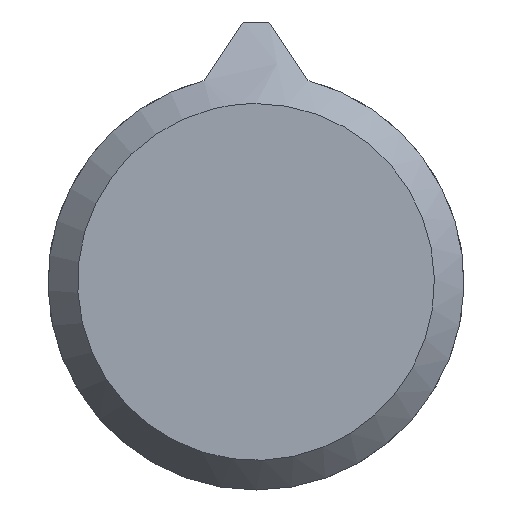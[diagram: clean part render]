
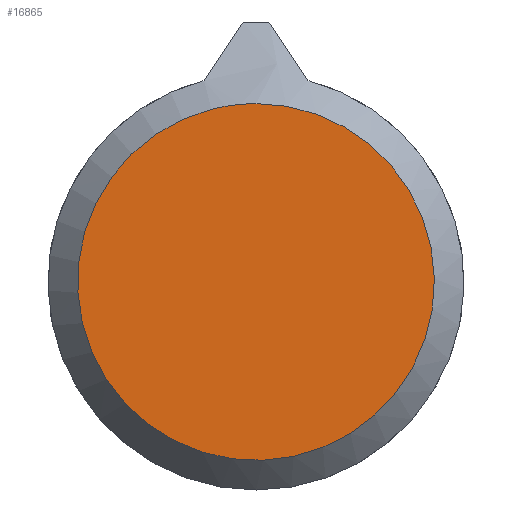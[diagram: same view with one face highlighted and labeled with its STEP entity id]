
A CAD part, front view. The second image highlights one B-rep face of the part: STEP entity #16865.
In plain terms, the highlighted planar face has unit normal (0, -1, 0).
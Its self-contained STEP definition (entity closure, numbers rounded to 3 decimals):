
#442 = CARTESIAN_POINT ( 'NONE',  ( 0., 0., -6.861 ) ) ;
#610 = DIRECTION ( 'NONE',  ( 0., -1., 0. ) ) ;
#1481 = PLANE ( 'NONE',  #3602 ) ;
#1698 = ORIENTED_EDGE ( 'NONE', *, *, #7914, .T. ) ;
#3253 = VERTEX_POINT ( 'NONE', #442 ) ;
#3602 = AXIS2_PLACEMENT_3D ( 'NONE', #5542, #6396, #7686 ) ;
#5542 = CARTESIAN_POINT ( 'NONE',  ( 0., 0., 0. ) ) ;
#6014 = CIRCLE ( 'NONE', #6937, 6.861 ) ;
#6396 = DIRECTION ( 'NONE',  ( 0., 1., 0. ) ) ;
#6937 = AXIS2_PLACEMENT_3D ( 'NONE', #9875, #610, #12390 ) ;
#7686 = DIRECTION ( 'NONE',  ( 0., 0., 1. ) ) ;
#7914 = EDGE_CURVE ( 'NONE', #3253, #3253, #6014, .T. ) ;
#9875 = CARTESIAN_POINT ( 'NONE',  ( 0., 0., 0. ) ) ;
#12390 = DIRECTION ( 'NONE',  ( 0., 0., -1. ) ) ;
#14954 = EDGE_LOOP ( 'NONE', ( #1698 ) ) ;
#15069 = FACE_OUTER_BOUND ( 'NONE', #14954, .T. ) ;
#16865 = ADVANCED_FACE ( 'NONE', ( #15069 ), #1481, .F. ) ;
